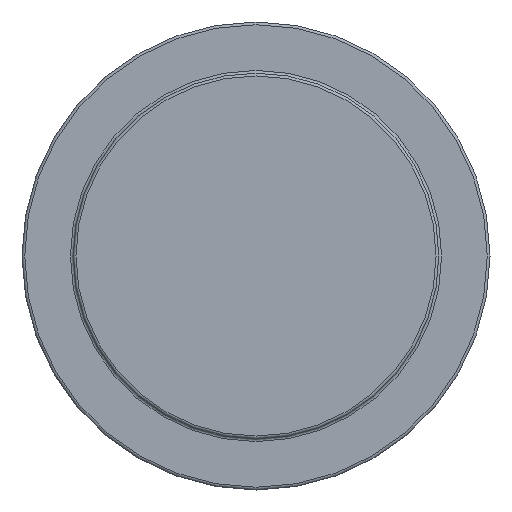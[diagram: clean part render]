
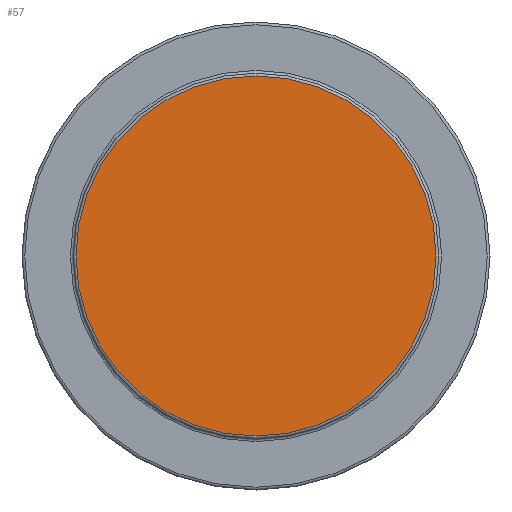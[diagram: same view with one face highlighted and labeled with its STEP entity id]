
A CAD part, front view. The second image highlights one B-rep face of the part: STEP entity #57.
In plain terms, the highlighted planar face has unit normal (0, -1, 0).
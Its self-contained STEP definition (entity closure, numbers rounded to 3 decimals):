
#57 = ADVANCED_FACE( '', ( #123 ), #124, .F. );
#123 = FACE_OUTER_BOUND( '', #190, .T. );
#124 = PLANE( '', #191 );
#190 = EDGE_LOOP( '', ( #303 ) );
#191 = AXIS2_PLACEMENT_3D( '', #304, #305, #306 );
#303 = ORIENTED_EDGE( '', *, *, #358, .T. );
#304 = CARTESIAN_POINT( '', ( 32.7, 0., 0. ) );
#305 = DIRECTION( '', ( 0., 1., 0. ) );
#306 = DIRECTION( '', ( 0., 0., 1. ) );
#358 = EDGE_CURVE( '', #399, #399, #400, .T. );
#399 = VERTEX_POINT( '', #442 );
#400 = CIRCLE( '', #443, 32.7 );
#442 = CARTESIAN_POINT( '', ( 0., 0., -32.7 ) );
#443 = AXIS2_PLACEMENT_3D( '', #487, #488, #489 );
#487 = CARTESIAN_POINT( '', ( 0., 0., 0. ) );
#488 = DIRECTION( '', ( 0., -1., 0. ) );
#489 = DIRECTION( '', ( 0., 0., -1. ) );
